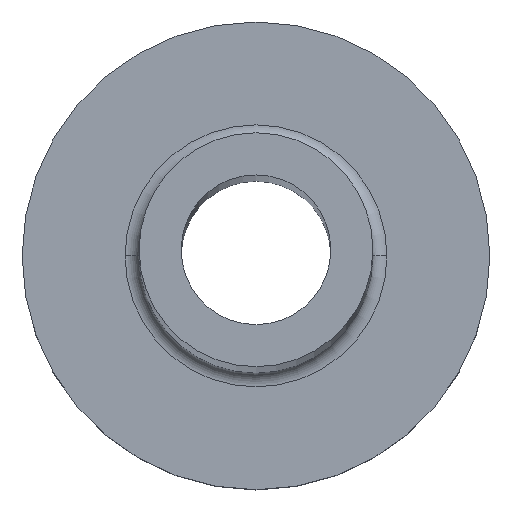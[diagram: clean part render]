
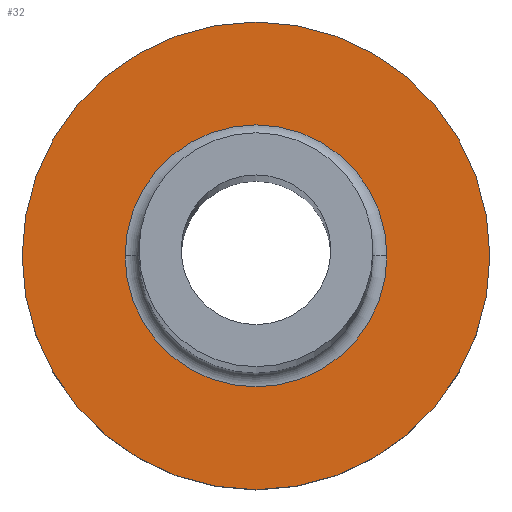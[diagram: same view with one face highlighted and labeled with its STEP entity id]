
A CAD part, top view. The second image highlights one B-rep face of the part: STEP entity #32.
In plain terms, the highlighted planar face has unit normal (0, 0, 1).
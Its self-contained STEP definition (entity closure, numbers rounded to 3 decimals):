
#2 = AXIS2_PLACEMENT_3D ( 'NONE', #318, #170, #274 ) ;
#7 = AXIS2_PLACEMENT_3D ( 'NONE', #288, #89, #335 ) ;
#28 = PLANE ( 'NONE',  #232 ) ;
#32 = ADVANCED_FACE ( 'NONE', ( #299, #244 ), #28, .T. ) ;
#63 = CARTESIAN_POINT ( 'NONE',  ( -2.8, 0., 3. ) ) ;
#64 = EDGE_CURVE ( 'NONE', #110, #295, #360, .T. ) ;
#65 = CARTESIAN_POINT ( 'NONE',  ( 5., 0., 3. ) ) ;
#71 = EDGE_CURVE ( 'NONE', #351, #322, #151, .T. ) ;
#74 = CIRCLE ( 'NONE', #213, 2.8 ) ;
#85 = DIRECTION ( 'NONE',  ( 1., 0., 0. ) ) ;
#89 = DIRECTION ( 'NONE',  ( 0., 0., 1. ) ) ;
#110 = VERTEX_POINT ( 'NONE', #65 ) ;
#122 = CARTESIAN_POINT ( 'NONE',  ( 0., 0., 3. ) ) ;
#129 = CARTESIAN_POINT ( 'NONE',  ( 0., 0., 3. ) ) ;
#138 = AXIS2_PLACEMENT_3D ( 'NONE', #122, #219, #284 ) ;
#151 = CIRCLE ( 'NONE', #138, 2.8 ) ;
#162 = EDGE_CURVE ( 'NONE', #322, #351, #74, .T. ) ;
#164 = ORIENTED_EDGE ( 'NONE', *, *, #162, .T. ) ;
#170 = DIRECTION ( 'NONE',  ( 0., 0., 1. ) ) ;
#202 = ORIENTED_EDGE ( 'NONE', *, *, #64, .T. ) ;
#203 = ORIENTED_EDGE ( 'NONE', *, *, #236, .T. ) ;
#205 = EDGE_LOOP ( 'NONE', ( #203, #202 ) ) ;
#213 = AXIS2_PLACEMENT_3D ( 'NONE', #129, #255, #361 ) ;
#219 = DIRECTION ( 'NONE',  ( 0., 0., -1. ) ) ;
#232 = AXIS2_PLACEMENT_3D ( 'NONE', #374, #275, #85 ) ;
#236 = EDGE_CURVE ( 'NONE', #295, #110, #252, .T. ) ;
#244 = FACE_OUTER_BOUND ( 'NONE', #205, .T. ) ;
#252 = CIRCLE ( 'NONE', #2, 5. ) ;
#255 = DIRECTION ( 'NONE',  ( 0., 0., -1. ) ) ;
#274 = DIRECTION ( 'NONE',  ( 1., 0., 0. ) ) ;
#275 = DIRECTION ( 'NONE',  ( 0., 0., 1. ) ) ;
#284 = DIRECTION ( 'NONE',  ( 1., 0., 0. ) ) ;
#288 = CARTESIAN_POINT ( 'NONE',  ( 0., 0., 3. ) ) ;
#295 = VERTEX_POINT ( 'NONE', #353 ) ;
#298 = ORIENTED_EDGE ( 'NONE', *, *, #71, .T. ) ;
#299 = FACE_BOUND ( 'NONE', #326, .T. ) ;
#318 = CARTESIAN_POINT ( 'NONE',  ( 0., 0., 3. ) ) ;
#322 = VERTEX_POINT ( 'NONE', #366 ) ;
#326 = EDGE_LOOP ( 'NONE', ( #164, #298 ) ) ;
#335 = DIRECTION ( 'NONE',  ( 1., 0., 0. ) ) ;
#351 = VERTEX_POINT ( 'NONE', #63 ) ;
#353 = CARTESIAN_POINT ( 'NONE',  ( -5., 0., 3. ) ) ;
#360 = CIRCLE ( 'NONE', #7, 5. ) ;
#361 = DIRECTION ( 'NONE',  ( 1., 0., 0. ) ) ;
#366 = CARTESIAN_POINT ( 'NONE',  ( 2.8, 0., 3. ) ) ;
#374 = CARTESIAN_POINT ( 'NONE',  ( 0., 0., 3. ) ) ;
